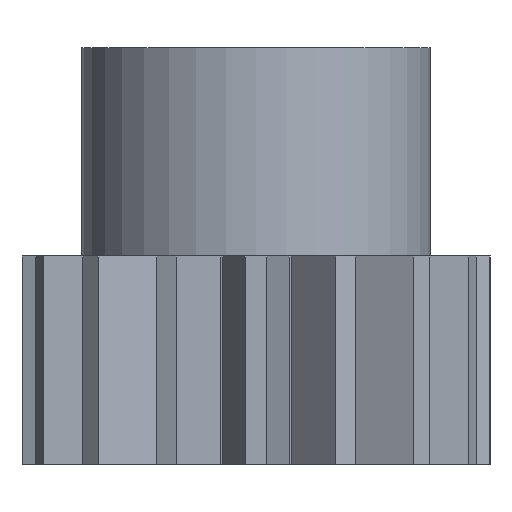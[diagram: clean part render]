
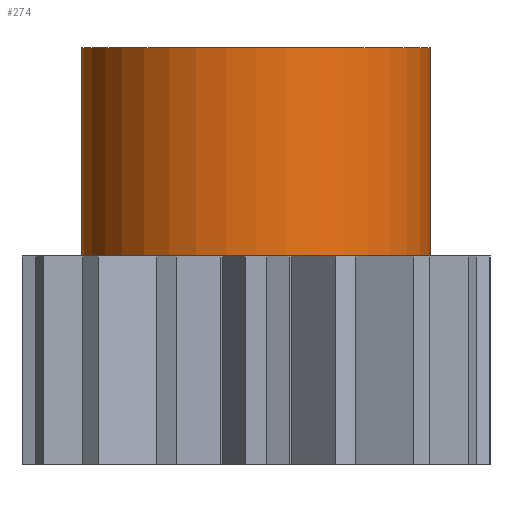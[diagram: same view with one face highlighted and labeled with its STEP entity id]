
A CAD part, front view. The second image highlights one B-rep face of the part: STEP entity #274.
In plain terms, the highlighted cylindrical face has radius 5.321 mm (diameter 10.643 mm), a partial arc.
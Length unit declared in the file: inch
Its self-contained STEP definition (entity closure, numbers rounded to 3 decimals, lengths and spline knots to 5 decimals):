
#274 = ADVANCED_FACE ( 'NONE', ( #629 ), #572, .T. ) ;
#276 = AXIS2_PLACEMENT_3D ( 'NONE', #1755, #1718, #1707 ) ;
#321 = VERTEX_POINT ( 'NONE', #800 ) ;
#460 = DIRECTION ( 'NONE',  ( 0., 0., -1. ) ) ;
#466 = CARTESIAN_POINT ( 'NONE',  ( 0.2095, 0., 0.375 ) ) ;
#496 = EDGE_CURVE ( 'NONE', #1819, #321, #1519, .T. ) ;
#545 = VERTEX_POINT ( 'NONE', #1634 ) ;
#572 = CYLINDRICAL_SURFACE ( 'NONE', #1933, 0.2095 ) ;
#624 = EDGE_CURVE ( 'NONE', #1819, #2288, #743, .T. ) ;
#629 = FACE_OUTER_BOUND ( 'NONE', #1032, .T. ) ;
#659 = VECTOR ( 'NONE', #1273, 39.37008 ) ;
#720 = CARTESIAN_POINT ( 'NONE',  ( -0.2095, 0., 0.375 ) ) ;
#743 = LINE ( 'NONE', #1293, #659 ) ;
#800 = CARTESIAN_POINT ( 'NONE',  ( 0.2095, 0., 0.375 ) ) ;
#825 = EDGE_CURVE ( 'NONE', #321, #545, #1138, .T. ) ;
#830 = ORIENTED_EDGE ( 'NONE', *, *, #496, .F. ) ;
#1032 = EDGE_LOOP ( 'NONE', ( #1411, #830, #2270, #1629 ) ) ;
#1045 = EDGE_CURVE ( 'NONE', #2288, #545, #1210, .T. ) ;
#1138 = LINE ( 'NONE', #466, #2131 ) ;
#1210 = CIRCLE ( 'NONE', #2143, 0.2095 ) ;
#1271 = CARTESIAN_POINT ( 'NONE',  ( -0.2095, 0., 0.125 ) ) ;
#1273 = DIRECTION ( 'NONE',  ( 0., 0., -1. ) ) ;
#1293 = CARTESIAN_POINT ( 'NONE',  ( -0.2095, 0., 0.375 ) ) ;
#1411 = ORIENTED_EDGE ( 'NONE', *, *, #825, .F. ) ;
#1519 = CIRCLE ( 'NONE', #276, 0.2095 ) ;
#1629 = ORIENTED_EDGE ( 'NONE', *, *, #1045, .T. ) ;
#1634 = CARTESIAN_POINT ( 'NONE',  ( 0.2095, 0., 0.125 ) ) ;
#1707 = DIRECTION ( 'NONE',  ( 1., 0., 0. ) ) ;
#1718 = DIRECTION ( 'NONE',  ( 0., 0., 1. ) ) ;
#1755 = CARTESIAN_POINT ( 'NONE',  ( 0., 0., 0.375 ) ) ;
#1797 = DIRECTION ( 'NONE',  ( 1., 0., 0. ) ) ;
#1810 = DIRECTION ( 'NONE',  ( 0., 0., 1. ) ) ;
#1818 = CARTESIAN_POINT ( 'NONE',  ( 0., 0., 0.125 ) ) ;
#1819 = VERTEX_POINT ( 'NONE', #720 ) ;
#1917 = DIRECTION ( 'NONE',  ( -1., 0., 0. ) ) ;
#1933 = AXIS2_PLACEMENT_3D ( 'NONE', #2575, #1956, #1917 ) ;
#1956 = DIRECTION ( 'NONE',  ( 0., 0., -1. ) ) ;
#2131 = VECTOR ( 'NONE', #460, 39.37008 ) ;
#2143 = AXIS2_PLACEMENT_3D ( 'NONE', #1818, #1810, #1797 ) ;
#2270 = ORIENTED_EDGE ( 'NONE', *, *, #624, .T. ) ;
#2288 = VERTEX_POINT ( 'NONE', #1271 ) ;
#2575 = CARTESIAN_POINT ( 'NONE',  ( 0., 0., 0.375 ) ) ;
